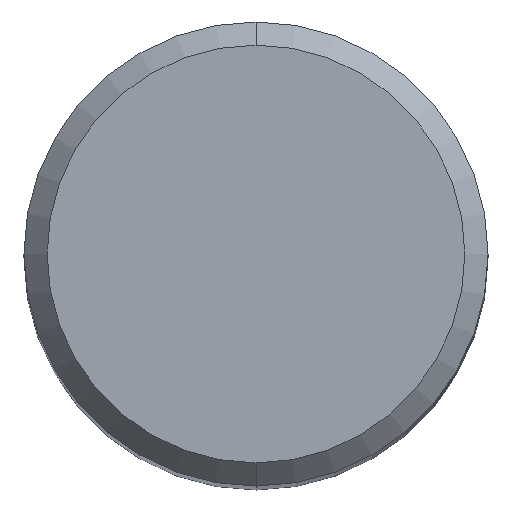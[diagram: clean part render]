
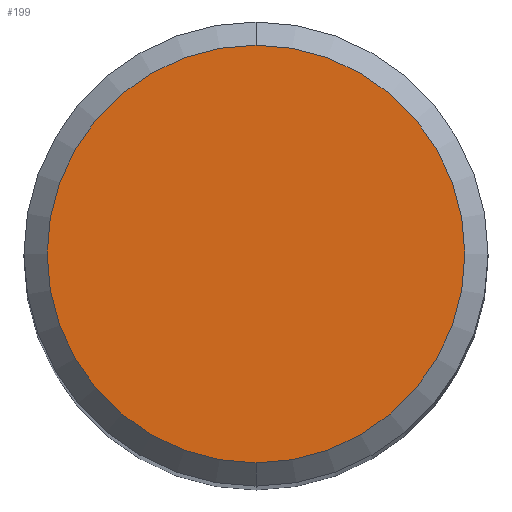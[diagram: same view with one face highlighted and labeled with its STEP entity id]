
A CAD part, top view. The second image highlights one B-rep face of the part: STEP entity #199.
In plain terms, the highlighted planar face has unit normal (0, 0, 1).
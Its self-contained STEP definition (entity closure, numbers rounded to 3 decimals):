
#189=VERTEX_POINT('',#496);
#199=ADVANCED_FACE('',(#507),#508,.T.);
#285=VERTEX_POINT('',#600);
#301=EDGE_CURVE('',#189,#285,#619,.T.);
#445=EDGE_CURVE('',#285,#189,#779,.T.);
#496=CARTESIAN_POINT('',(0.,-3.6,0.));
#507=FACE_OUTER_BOUND('',#912,.T.);
#508=PLANE('',#913);
#600=CARTESIAN_POINT('',(0.0,3.6,0.));
#619=CIRCLE('',#1154,3.6);
#779=CIRCLE('',#1432,3.6);
#912=EDGE_LOOP('',(#1483,#1484));
#913=AXIS2_PLACEMENT_3D('',#1485,#1486,#1487);
#1154=AXIS2_PLACEMENT_3D('',#1595,#1596,#1597);
#1432=AXIS2_PLACEMENT_3D('',#1790,#1791,#1792);
#1483=ORIENTED_EDGE('',*,*,#445,.F.);
#1484=ORIENTED_EDGE('',*,*,#301,.F.);
#1485=CARTESIAN_POINT('',(0.0,1.8,0.));
#1486=DIRECTION('',(-0.0,0.0,1.0));
#1487=DIRECTION('',(0.0,-1.0,0.0));
#1595=CARTESIAN_POINT('',(0.0,0.0,0.));
#1596=DIRECTION('',(0.0,0.0,-1.0));
#1597=DIRECTION('',(0.0,1.0,0.0));
#1790=CARTESIAN_POINT('',(0.0,0.0,0.));
#1791=DIRECTION('',(0.0,0.0,-1.0));
#1792=DIRECTION('',(0.0,1.0,0.0));
